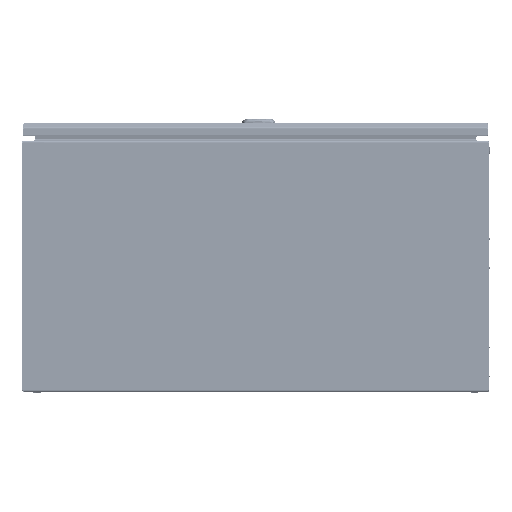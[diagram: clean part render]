
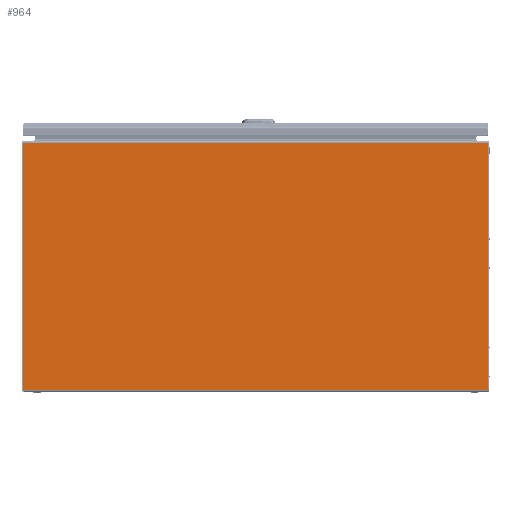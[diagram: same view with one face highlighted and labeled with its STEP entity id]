
A CAD part, left-side view. The second image highlights one B-rep face of the part: STEP entity #964.
In plain terms, the highlighted planar face has unit normal (-1, 0, 0).
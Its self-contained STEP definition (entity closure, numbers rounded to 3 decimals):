
#964=ADVANCED_FACE('',(#7789),#7790,.T.);
#7789=FACE_OUTER_BOUND('',#22432,.T.);
#7790=PLANE('',#22433);
#22432=EDGE_LOOP('',(#72059,#72060,#72061,#72062));
#22433=AXIS2_PLACEMENT_3D('',#72063,#72064,#72065);
#72059=ORIENTED_EDGE('',*,*,#120460,.F.);
#72060=ORIENTED_EDGE('',*,*,#120451,.T.);
#72061=ORIENTED_EDGE('',*,*,#120461,.T.);
#72062=ORIENTED_EDGE('',*,*,#120446,.F.);
#72063=CARTESIAN_POINT('',(-300.0,350.0,0.));
#72064=DIRECTION('',(-1.0,0.0,0.));
#72065=DIRECTION('',(0.,0.0,1.0));
#120446=EDGE_CURVE('',#137538,#137540,#137541,.T.);
#120451=EDGE_CURVE('',#137548,#137546,#137549,.T.);
#120460=EDGE_CURVE('',#137548,#137538,#137560,.T.);
#120461=EDGE_CURVE('',#137546,#137540,#137561,.T.);
#137538=VERTEX_POINT('',#165632);
#137540=VERTEX_POINT('',#165640);
#137541=LINE('',#165641,#165642);
#137546=VERTEX_POINT('',#165655);
#137548=VERTEX_POINT('',#165663);
#137549=LINE('',#165664,#165665);
#137560=LINE('',#165699,#165700);
#137561=LINE('',#165701,#165702);
#165632=CARTESIAN_POINT('',(-300.0,348.5,373.8));
#165640=CARTESIAN_POINT('',(-300.0,-348.5,373.8));
#165641=CARTESIAN_POINT('',(-300.0,348.5,373.8));
#165642=VECTOR('',#229971,697.0);
#165655=CARTESIAN_POINT('',(-300.0,-348.5,3.2));
#165663=CARTESIAN_POINT('',(-300.0,348.5,3.2));
#165664=CARTESIAN_POINT('',(-300.0,348.5,3.2));
#165665=VECTOR('',#229974,697.0);
#165699=CARTESIAN_POINT('',(-300.0,348.5,3.2));
#165700=VECTOR('',#229980,370.6);
#165701=CARTESIAN_POINT('',(-300.0,-348.5,3.2));
#165702=VECTOR('',#229981,370.6);
#229971=DIRECTION('',(0.0,-1.0,0.0));
#229974=DIRECTION('',(0.0,-1.0,0.0));
#229980=DIRECTION('',(0.,0.0,1.0));
#229981=DIRECTION('',(0.,0.0,1.0));
